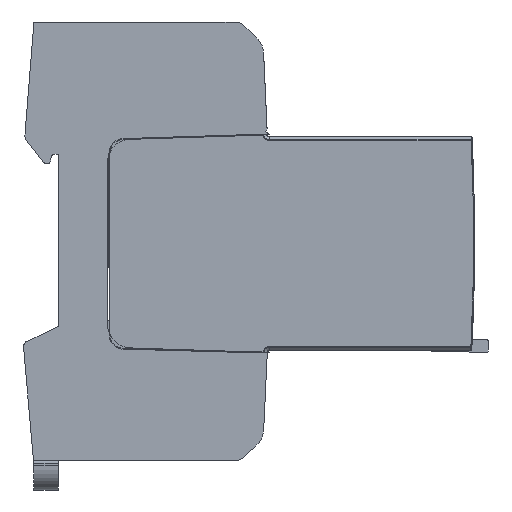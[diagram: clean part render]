
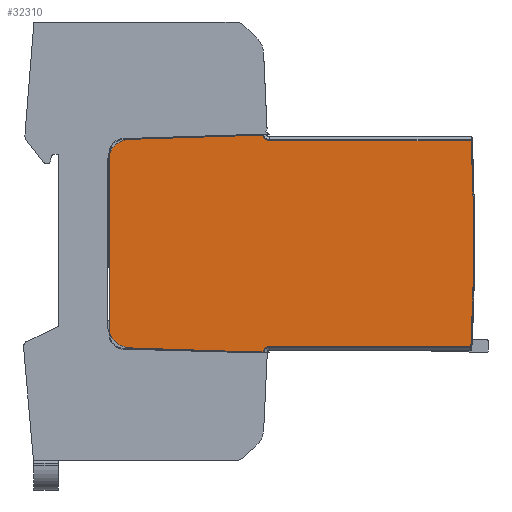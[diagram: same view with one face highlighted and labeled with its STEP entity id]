
A CAD part, left-side view. The second image highlights one B-rep face of the part: STEP entity #32310.
In plain terms, the highlighted face is planar.
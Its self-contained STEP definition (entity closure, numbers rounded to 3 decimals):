
#21415=CARTESIAN_POINT('',(9.,-342.811,0.));
#21416=DIRECTION('',(-1.,0.,0.));
#21417=DIRECTION('',(0.,0.999,0.049));
#21418=AXIS2_PLACEMENT_3D('',#21415,#21416,#21417);
#21423=CARTESIAN_POINT('',(9.,33.,-23.25));
#21424=DIRECTION('',(1.,0.,0.));
#21425=DIRECTION('',(0.,0.,1.));
#21426=AXIS2_PLACEMENT_3D('',#21423,#21424,#21425);
#21431=CARTESIAN_POINT('',(9.,33.,-23.25));
#21432=DIRECTION('',(1.,0.,0.));
#21433=DIRECTION('',(0.,-0.706,0.708));
#21434=AXIS2_PLACEMENT_3D('',#21431,#21432,#21433);
#21439=DIRECTION('',(0.,-1.,0.028));
#21440=VECTOR('',#21439,28.592);
#21441=CARTESIAN_POINT('',(9.,31.503,-23.05));
#21442=LINE('',#21441,#21440);
#21446=CARTESIAN_POINT('',(9.,3.,-19.45));
#21447=DIRECTION('',(-1.,0.,0.));
#21448=DIRECTION('',(0.,-0.028,-1.));
#21449=AXIS2_PLACEMENT_3D('',#21446,#21447,#21448);
#21454=CARTESIAN_POINT('',(9.,3.,17.844));
#21455=DIRECTION('',(-1.,0.,0.));
#21456=DIRECTION('',(0.,-1.,0.));
#21457=AXIS2_PLACEMENT_3D('',#21454,#21455,#21456);
#21462=DIRECTION('',(0.,0.999,0.032));
#21463=VECTOR('',#21462,28.606);
#21464=CARTESIAN_POINT('',(9.,2.911,20.642));
#21465=LINE('',#21464,#21463);
#21469=CARTESIAN_POINT('',(9.,33.,21.75));
#21470=DIRECTION('',(1.,0.,0.));
#21471=DIRECTION('',(0.,-0.989,-0.15));
#21472=AXIS2_PLACEMENT_3D('',#21469,#21470,#21471);
#21508=DIRECTION('',(0.,1.,0.));
#21509=VECTOR('',#21508,41.413);
#21510=CARTESIAN_POINT('',(9.,33.,-21.917));
#21511=LINE('',#21510,#21509);
#21686=DIRECTION('',(0.,1.,0.));
#21687=VECTOR('',#21686,0.179);
#21688=CARTESIAN_POINT('',(9.,31.503,-23.05));
#21689=LINE('',#21688,#21687);
#21817=DIRECTION('',(0.,0.,-1.));
#21818=VECTOR('',#21817,37.294);
#21819=CARTESIAN_POINT('',(9.,0.2,17.844));
#21820=LINE('',#21819,#21818);
#21854=DIRECTION('',(0.,-1.,0.));
#21855=VECTOR('',#21854,41.489);
#21856=CARTESIAN_POINT('',(9.,74.489,20.417));
#21857=LINE('',#21856,#21855);
#21907=DIRECTION('',(0.,-1.,0.));
#21908=VECTOR('',#21907,0.179);
#21909=CARTESIAN_POINT('',(9.,31.682,21.55));
#21910=LINE('',#21909,#21908);
#28299=CARTESIAN_POINT('',(9.,0.2,17.844));
#28300=CARTESIAN_POINT('',(9.,2.911,20.642));
#28301=VERTEX_POINT('',#28299);
#28302=VERTEX_POINT('',#28300);
#28303=CARTESIAN_POINT('',(9.,74.489,20.417));
#28304=CARTESIAN_POINT('',(9.,74.413,-21.917));
#28305=VERTEX_POINT('',#28303);
#28306=VERTEX_POINT('',#28304);
#28307=CARTESIAN_POINT('',(9.,33.,-21.917));
#28308=VERTEX_POINT('',#28307);
#28309=CARTESIAN_POINT('',(9.,32.058,-22.307));
#28310=VERTEX_POINT('',#28309);
#28311=CARTESIAN_POINT('',(9.,31.682,-23.05));
#28312=VERTEX_POINT('',#28311);
#28313=CARTESIAN_POINT('',(9.,31.503,-23.05));
#28314=VERTEX_POINT('',#28313);
#28315=CARTESIAN_POINT('',(9.,2.922,-22.249));
#28316=VERTEX_POINT('',#28315);
#28317=CARTESIAN_POINT('',(9.,0.2,-19.45));
#28318=VERTEX_POINT('',#28317);
#28319=CARTESIAN_POINT('',(9.,31.503,21.55));
#28320=VERTEX_POINT('',#28319);
#28321=CARTESIAN_POINT('',(9.,31.682,21.55));
#28322=VERTEX_POINT('',#28321);
#28323=CARTESIAN_POINT('',(9.,33.,20.417));
#28324=VERTEX_POINT('',#28323);
#32278=CARTESIAN_POINT('',(9.,0.,20.75));
#32279=DIRECTION('',(1.,0.,0.));
#32280=DIRECTION('',(0.,0.,-1.));
#32281=AXIS2_PLACEMENT_3D('',#32278,#32279,#32280);
#32282=PLANE('',#32281);
#32284=ORIENTED_EDGE('',*,*,#32283,.T.);
#32286=ORIENTED_EDGE('',*,*,#32285,.F.);
#32288=ORIENTED_EDGE('',*,*,#32287,.T.);
#32290=ORIENTED_EDGE('',*,*,#32289,.T.);
#32292=ORIENTED_EDGE('',*,*,#32291,.F.);
#32294=ORIENTED_EDGE('',*,*,#32293,.T.);
#32296=ORIENTED_EDGE('',*,*,#32295,.T.);
#32298=ORIENTED_EDGE('',*,*,#32297,.F.);
#32299=ORIENTED_EDGE('',*,*,#32261,.T.);
#32301=ORIENTED_EDGE('',*,*,#32300,.T.);
#32303=ORIENTED_EDGE('',*,*,#32302,.F.);
#32305=ORIENTED_EDGE('',*,*,#32304,.T.);
#32307=ORIENTED_EDGE('',*,*,#32306,.F.);
#32308=EDGE_LOOP('',(#32284,#32286,#32288,#32290,#32292,#32294,#32296,#32298,
#32299,#32301,#32303,#32305,#32307));
#32309=FACE_OUTER_BOUND('',#32308,.F.);
#21419=CIRCLE('',#21418,417.8);
#21427=CIRCLE('',#21426,1.333);
#21435=CIRCLE('',#21434,1.333);
#21450=CIRCLE('',#21449,2.8);
#21458=CIRCLE('',#21457,2.8);
#21473=CIRCLE('',#21472,1.333);
#32261=EDGE_CURVE('',#28301,#28302,#21458,.T.);
#32283=EDGE_CURVE('',#28305,#28306,#21419,.T.);
#32285=EDGE_CURVE('',#28308,#28306,#21511,.T.);
#32287=EDGE_CURVE('',#28308,#28310,#21427,.T.);
#32289=EDGE_CURVE('',#28310,#28312,#21435,.T.);
#32291=EDGE_CURVE('',#28314,#28312,#21689,.T.);
#32293=EDGE_CURVE('',#28314,#28316,#21442,.T.);
#32295=EDGE_CURVE('',#28316,#28318,#21450,.T.);
#32297=EDGE_CURVE('',#28301,#28318,#21820,.T.);
#32300=EDGE_CURVE('',#28302,#28320,#21465,.T.);
#32302=EDGE_CURVE('',#28322,#28320,#21910,.T.);
#32304=EDGE_CURVE('',#28322,#28324,#21473,.T.);
#32306=EDGE_CURVE('',#28305,#28324,#21857,.T.);
#32310=ADVANCED_FACE('',(#32309),#32282,.T.);
